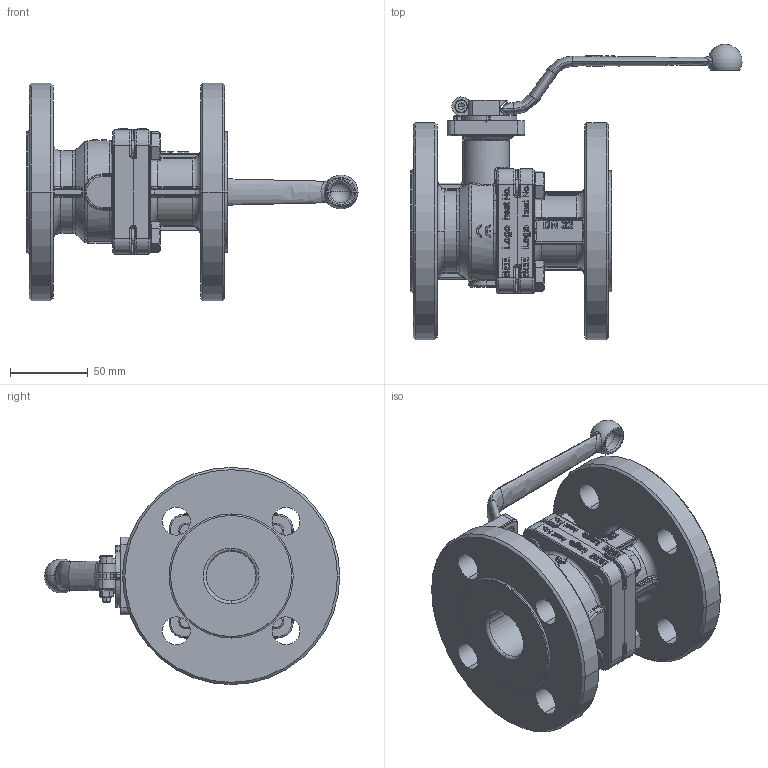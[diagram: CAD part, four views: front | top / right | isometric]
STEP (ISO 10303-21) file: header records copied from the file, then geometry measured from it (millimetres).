
FILE_DESCRIPTION(('STEP AP242'),'1');
FILE_NAME('0060006011032.stp','2025-05-23T09:06:31',('TraceParts'),('TraceParts S.A.'),'Spatial InterOp 3D',' ',' ');
FILE_SCHEMA(('AP242_MANAGED_MODEL_BASED_3D_ENGINEERING_MIM_LF {1 0 10303 442 1 1 4}'));
Length unit declared in the file: millimetre
Products named in the file (1): Volumenkörper1
Bounding box: 213.98 x 190.45 x 140 mm (x, y, z)
Volume: 793174.3 mm3; surface area: 136753.8 mm2
Topology: 1 solids, 1 shells, 1486 faces, 3916 edges, 2455 vertices
Faces by surface type: plane 496, bspline 378, cylinder 378, torus 124, cone 100, sphere 10
Entity records: 65224 total; most frequent: CARTESIAN_POINT 18982, ORIENTED_EDGE 7764, DIRECTION 6294, EDGE_CURVE 3882, VERTEX_POINT 2455, AXIS2_PLACEMENT_3D 2306, LINE 1682, VECTOR 1682
